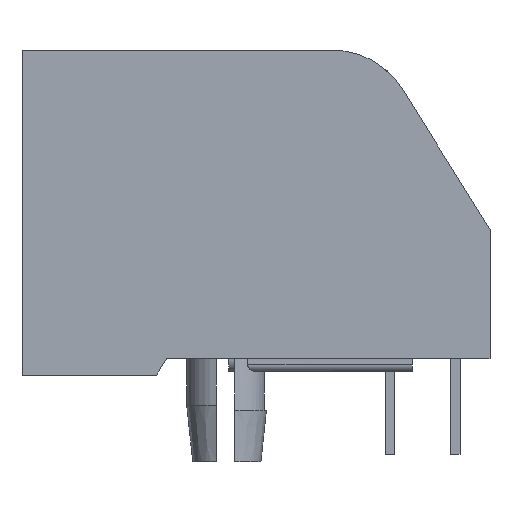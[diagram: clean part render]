
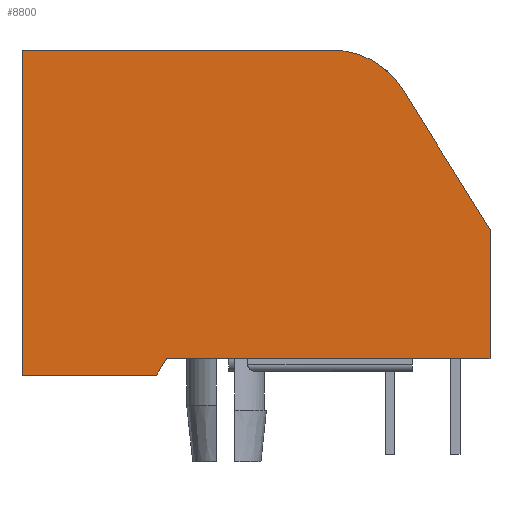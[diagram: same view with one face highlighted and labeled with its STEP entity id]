
A CAD part, front view. The second image highlights one B-rep face of the part: STEP entity #8800.
In plain terms, the highlighted planar face has unit normal (0, -1, 0).
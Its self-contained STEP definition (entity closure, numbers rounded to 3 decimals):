
#639 = CARTESIAN_POINT ( 'NONE',  ( -0.8, -6.605, -6.285 ) ) ;
#711 = EDGE_CURVE ( 'NONE', #6429, #8412, #11648, .T. ) ;
#938 = EDGE_LOOP ( 'NONE', ( #7817, #9394, #6151, #5764, #5876, #9875, #7840, #10939 ) ) ;
#1082 = VERTEX_POINT ( 'NONE', #6484 ) ;
#1234 = LINE ( 'NONE', #3278, #9200 ) ;
#1292 = CARTESIAN_POINT ( 'NONE',  ( 6., -6.605, 6.285 ) ) ;
#1475 = DIRECTION ( 'NONE',  ( 0., -1., 0. ) ) ;
#1549 = EDGE_CURVE ( 'NONE', #3873, #8594, #1602, .T. ) ;
#1602 = LINE ( 'NONE', #4592, #11228 ) ;
#1774 = DIRECTION ( 'NONE',  ( -0.53, 0., 0.848 ) ) ;
#2271 = DIRECTION ( 'NONE',  ( 1., 0., 0. ) ) ;
#2299 = DIRECTION ( 'NONE',  ( -1., 0., 0. ) ) ;
#2319 = EDGE_CURVE ( 'NONE', #4989, #6756, #3529, .T. ) ;
#2796 = EDGE_CURVE ( 'NONE', #8594, #4989, #8587, .T. ) ;
#2959 = CARTESIAN_POINT ( 'NONE',  ( 6., -6.605, -6.285 ) ) ;
#3172 = LINE ( 'NONE', #10386, #5936 ) ;
#3278 = CARTESIAN_POINT ( 'NONE',  ( 12.1, -6.605, 3.094 ) ) ;
#3287 = CARTESIAN_POINT ( 'NONE',  ( -0.8, -6.605, -6.285 ) ) ;
#3529 = LINE ( 'NONE', #1292, #5428 ) ;
#3873 = VERTEX_POINT ( 'NONE', #9284 ) ;
#4107 = EDGE_CURVE ( 'NONE', #1082, #6429, #5530, .T. ) ;
#4244 = CARTESIAN_POINT ( 'NONE',  ( 8.706, -6.605, 4.785 ) ) ;
#4527 = CARTESIAN_POINT ( 'NONE',  ( 6., -6.605, 6.285 ) ) ;
#4592 = CARTESIAN_POINT ( 'NONE',  ( 12.1, -6.605, -0.645 ) ) ;
#4708 = CARTESIAN_POINT ( 'NONE',  ( -6., -6.605, 6.285 ) ) ;
#4729 = EDGE_CURVE ( 'NONE', #12530, #3873, #1234, .T. ) ;
#4732 = DIRECTION ( 'NONE',  ( 0., -1., 0. ) ) ;
#4862 = CARTESIAN_POINT ( 'NONE',  ( -0.4, -6.605, -5.645 ) ) ;
#4989 = VERTEX_POINT ( 'NONE', #4527 ) ;
#5231 = VECTOR ( 'NONE', #8647, 1000. ) ;
#5428 = VECTOR ( 'NONE', #2299, 1000. ) ;
#5484 = EDGE_CURVE ( 'NONE', #8412, #12530, #11324, .T. ) ;
#5530 = LINE ( 'NONE', #2959, #5231 ) ;
#5764 = ORIENTED_EDGE ( 'NONE', *, *, #8747, .T. ) ;
#5831 = VECTOR ( 'NONE', #2271, 1000. ) ;
#5876 = ORIENTED_EDGE ( 'NONE', *, *, #4107, .T. ) ;
#5936 = VECTOR ( 'NONE', #12345, 1000. ) ;
#6151 = ORIENTED_EDGE ( 'NONE', *, *, #2319, .T. ) ;
#6346 = DIRECTION ( 'NONE',  ( 0.53, 0., 0.848 ) ) ;
#6429 = VERTEX_POINT ( 'NONE', #3287 ) ;
#6484 = CARTESIAN_POINT ( 'NONE',  ( -6., -6.605, -6.285 ) ) ;
#6756 = VERTEX_POINT ( 'NONE', #4708 ) ;
#7140 = CARTESIAN_POINT ( 'NONE',  ( 6., -6.605, 3.094 ) ) ;
#7780 = AXIS2_PLACEMENT_3D ( 'NONE', #8533, #4732, #11501 ) ;
#7817 = ORIENTED_EDGE ( 'NONE', *, *, #1549, .T. ) ;
#7840 = ORIENTED_EDGE ( 'NONE', *, *, #5484, .T. ) ;
#8134 = DIRECTION ( 'NONE',  ( 0., 0., -1. ) ) ;
#8412 = VERTEX_POINT ( 'NONE', #4862 ) ;
#8491 = AXIS2_PLACEMENT_3D ( 'NONE', #7140, #1475, #8134 ) ;
#8533 = CARTESIAN_POINT ( 'NONE',  ( 6., -6.605, 3.094 ) ) ;
#8587 = CIRCLE ( 'NONE', #8491, 3.191 ) ;
#8594 = VERTEX_POINT ( 'NONE', #4244 ) ;
#8647 = DIRECTION ( 'NONE',  ( 1., 0., 0. ) ) ;
#8727 = VECTOR ( 'NONE', #6346, 1000. ) ;
#8747 = EDGE_CURVE ( 'NONE', #6756, #1082, #3172, .T. ) ;
#8800 = ADVANCED_FACE ( 'NONE', ( #12496 ), #9532, .T. ) ;
#9200 = VECTOR ( 'NONE', #10961, 1000. ) ;
#9284 = CARTESIAN_POINT ( 'NONE',  ( 12.1, -6.605, -0.645 ) ) ;
#9394 = ORIENTED_EDGE ( 'NONE', *, *, #2796, .T. ) ;
#9532 = PLANE ( 'NONE',  #7780 ) ;
#9875 = ORIENTED_EDGE ( 'NONE', *, *, #711, .T. ) ;
#10386 = CARTESIAN_POINT ( 'NONE',  ( -6., -6.605, 3.094 ) ) ;
#10532 = CARTESIAN_POINT ( 'NONE',  ( 12.1, -6.605, -5.645 ) ) ;
#10906 = CARTESIAN_POINT ( 'NONE',  ( 6., -6.605, -5.645 ) ) ;
#10939 = ORIENTED_EDGE ( 'NONE', *, *, #4729, .T. ) ;
#10961 = DIRECTION ( 'NONE',  ( 0., 0., 1. ) ) ;
#11228 = VECTOR ( 'NONE', #1774, 1000. ) ;
#11324 = LINE ( 'NONE', #10906, #5831 ) ;
#11501 = DIRECTION ( 'NONE',  ( 0., 0., -1. ) ) ;
#11648 = LINE ( 'NONE', #639, #8727 ) ;
#12345 = DIRECTION ( 'NONE',  ( 0., 0., -1. ) ) ;
#12496 = FACE_OUTER_BOUND ( 'NONE', #938, .T. ) ;
#12530 = VERTEX_POINT ( 'NONE', #10532 ) ;
